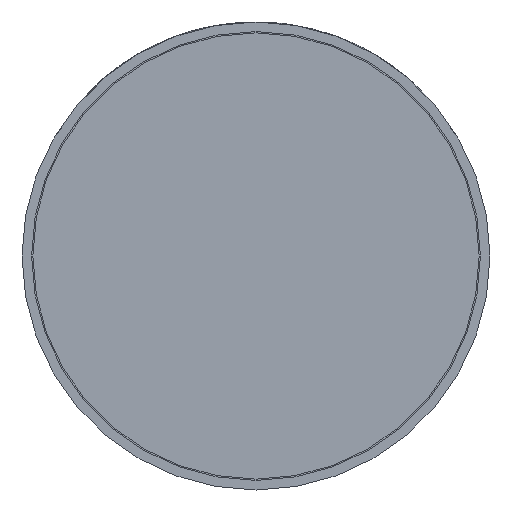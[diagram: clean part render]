
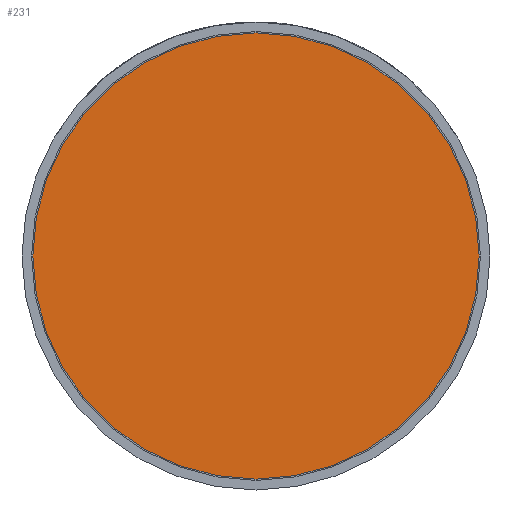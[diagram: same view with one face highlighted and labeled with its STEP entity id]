
A CAD part, front view. The second image highlights one B-rep face of the part: STEP entity #231.
In plain terms, the highlighted planar face has unit normal (0, -1, 0).
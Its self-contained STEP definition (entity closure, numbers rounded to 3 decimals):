
#231 = ADVANCED_FACE ( 'Defeature ausgef�hrt1_7', ( #1019 ), #2901, .T. ) ;
#315 = CIRCLE ( 'NONE', #5360, 1.74 ) ;
#1019 = FACE_OUTER_BOUND ( 'NONE', #1269, .T. ) ;
#1269 = EDGE_LOOP ( 'NONE', ( #3742, #2167 ) ) ;
#1312 = AXIS2_PLACEMENT_3D ( 'NONE', #2392, #2881, #5530 ) ;
#1437 = CARTESIAN_POINT ( 'NONE',  ( 0., 0., 0. ) ) ;
#1655 = EDGE_CURVE ( 'Defeature ausgef�hrt1_7+Defeature ausgef�hrt1_8+Defeature ausgef�hrt1_8+Defeature ausgef�hrt1_8', #2250, #3300, #3122, .T. ) ;
#1817 = EDGE_CURVE ( 'Defeature ausgef�hrt1_7+Defeature ausgef�hrt1_8+Defeature ausgef�hrt1_8+Defeature ausgef�hrt1_8', #3300, #2250, #315, .T. ) ;
#2074 = CARTESIAN_POINT ( 'NONE',  ( 0., 0., 0. ) ) ;
#2167 = ORIENTED_EDGE ( 'NONE', *, *, #1655, .T. ) ;
#2250 = VERTEX_POINT ( 'NONE', #3467 ) ;
#2392 = CARTESIAN_POINT ( 'NONE',  ( 0., 0., 0. ) ) ;
#2881 = DIRECTION ( 'NONE',  ( 0., -1., 0. ) ) ;
#2901 = PLANE ( 'NONE',  #1312 ) ;
#3122 = CIRCLE ( 'NONE', #4802, 1.74 ) ;
#3300 = VERTEX_POINT ( 'NONE', #3867 ) ;
#3467 = CARTESIAN_POINT ( 'NONE',  ( 0., 0., 1.74 ) ) ;
#3742 = ORIENTED_EDGE ( 'NONE', *, *, #1817, .T. ) ;
#3867 = CARTESIAN_POINT ( 'NONE',  ( 0., 0., -1.74 ) ) ;
#4536 = DIRECTION ( 'NONE',  ( 0., 0., -1. ) ) ;
#4737 = DIRECTION ( 'NONE',  ( 0., -1., 0. ) ) ;
#4802 = AXIS2_PLACEMENT_3D ( 'NONE', #2074, #4737, #5632 ) ;
#5009 = DIRECTION ( 'NONE',  ( 0., -1., 0. ) ) ;
#5360 = AXIS2_PLACEMENT_3D ( 'NONE', #1437, #5009, #4536 ) ;
#5530 = DIRECTION ( 'NONE',  ( 0., 0., -1. ) ) ;
#5632 = DIRECTION ( 'NONE',  ( 0., 0., -1. ) ) ;
